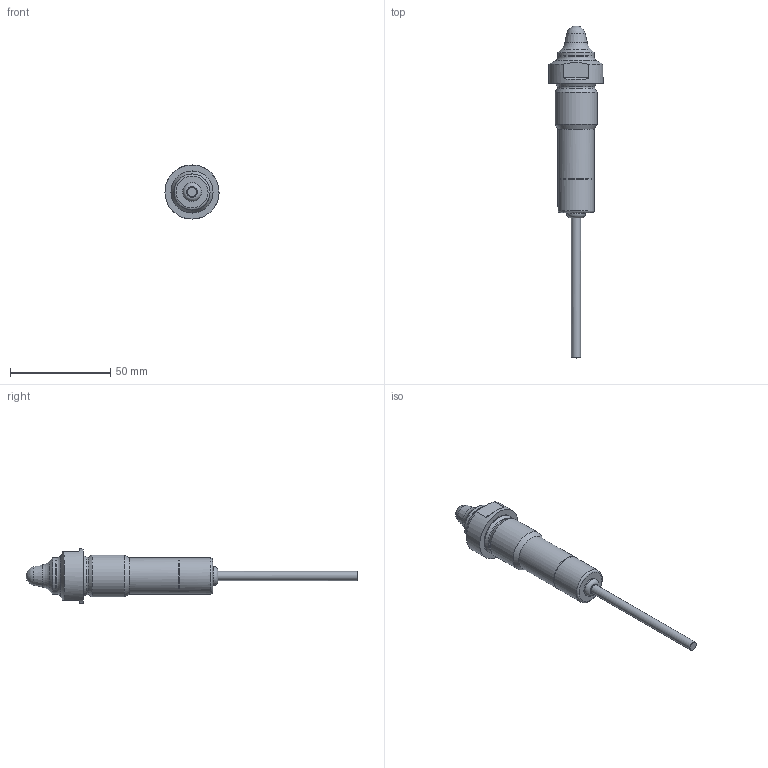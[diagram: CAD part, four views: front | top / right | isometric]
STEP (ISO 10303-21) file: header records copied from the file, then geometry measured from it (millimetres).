
FILE_DESCRIPTION( ( 'Unknown' ), '1' );
FILE_NAME( 'LBFS-x25xxx.step', 'Unknown', ( 'Unknown' ), ( 'Unknown' ), 'PSStep 15.0.49', 'Unknown', ' ' );
FILE_SCHEMA( ( 'AUTOMOTIVE_DESIGN { 1 0 10303 214 1 1 1 1 }' ) );
Length unit declared in the file: millimetre
Products named in the file (1): 11108652_Ny spænde flade
Bounding box: 26.98 x 165.76 x 27 mm (x, y, z)
Volume: 25411 mm3; surface area: 9297.8 mm2
Topology: 1 solids, 4 shells, 78 faces, 183 edges, 117 vertices
Faces by surface type: cylinder 29, plane 20, torus 14, cone 11, sphere 2, bspline 2
Full cylindrical faces by diameter (mm): 2.3 x2, 4.534 x2, 6.2 x1, 8 x1, 8.3 x1, 9.3 x2, 12 x2, 14.5 x1, 15 x2, 15.3 x1, 15.6 x2, 18 x4, 20.955 x1, 27 x1
Entity records: 3238 total; most frequent: CARTESIAN_POINT 1145, DIRECTION 310, ORIENTED_EDGE 220, AXIS2_PLACEMENT_3D 151, EDGE_LOOP 138, FACE_OUTER_BOUND 113, EDGE_CURVE 110, VERTEX_POINT 96
